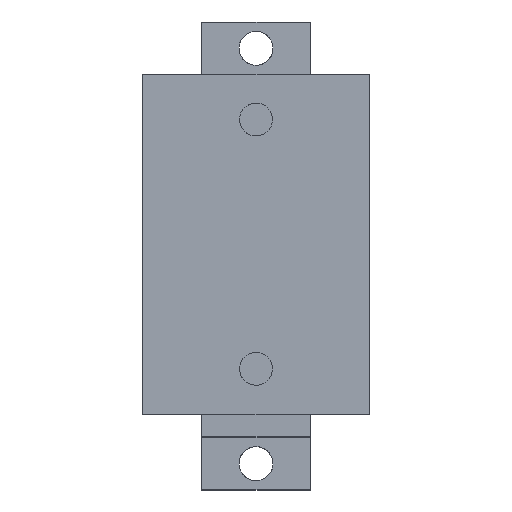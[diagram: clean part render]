
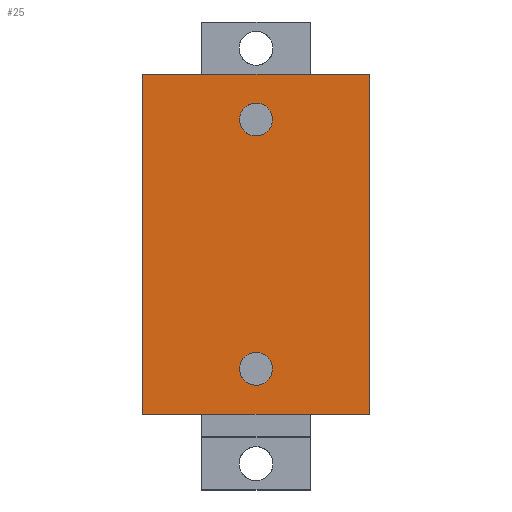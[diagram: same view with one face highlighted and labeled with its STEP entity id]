
A CAD part, top view. The second image highlights one B-rep face of the part: STEP entity #25.
In plain terms, the highlighted planar face has unit normal (0, 0, 1).
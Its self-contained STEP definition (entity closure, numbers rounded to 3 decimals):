
#25=ADVANCED_FACE('',(#75,#60,#61),#643,.T.);
#60=FACE_BOUND('',#122,.T.);
#61=FACE_BOUND('',#123,.T.);
#75=FACE_OUTER_BOUND('',#121,.T.);
#121=EDGE_LOOP('',(#211,#212,#213,#214));
#122=EDGE_LOOP('',(#215,#216));
#123=EDGE_LOOP('',(#217,#218));
#211=ORIENTED_EDGE('',*,*,#400,.T.);
#212=ORIENTED_EDGE('',*,*,#397,.T.);
#213=ORIENTED_EDGE('',*,*,#398,.T.);
#214=ORIENTED_EDGE('',*,*,#399,.T.);
#215=ORIENTED_EDGE('',*,*,#378,.T.);
#216=ORIENTED_EDGE('',*,*,#405,.T.);
#217=ORIENTED_EDGE('',*,*,#407,.T.);
#218=ORIENTED_EDGE('',*,*,#374,.T.);
#374=EDGE_CURVE('',#573,#574,#464,.T.);
#378=EDGE_CURVE('',#577,#578,#466,.T.);
#397=EDGE_CURVE('',#595,#596,#512,.T.);
#398=EDGE_CURVE('',#596,#597,#513,.T.);
#399=EDGE_CURVE('',#597,#598,#514,.T.);
#400=EDGE_CURVE('',#598,#595,#515,.T.);
#405=EDGE_CURVE('',#578,#577,#468,.T.);
#407=EDGE_CURVE('',#574,#573,#470,.T.);
#464=(
BOUNDED_CURVE()
B_SPLINE_CURVE(2,(#985,#986,#987,#988,#989),.UNSPECIFIED.,.F.,.F.)
B_SPLINE_CURVE_WITH_KNOTS((3,2,3),(-4.555,-2.278,0.),
 .UNSPECIFIED.)
CURVE()
GEOMETRIC_REPRESENTATION_ITEM()
RATIONAL_B_SPLINE_CURVE((1.,0.707,1.,0.707,1.))
REPRESENTATION_ITEM('')
);
#466=(
BOUNDED_CURVE()
B_SPLINE_CURVE(2,(#999,#1000,#1001,#1002,#1003),.UNSPECIFIED.,.F.,.F.)
B_SPLINE_CURVE_WITH_KNOTS((3,2,3),(-4.555,-2.278,0.),
 .UNSPECIFIED.)
CURVE()
GEOMETRIC_REPRESENTATION_ITEM()
RATIONAL_B_SPLINE_CURVE((1.,0.707,1.,0.707,1.))
REPRESENTATION_ITEM('')
);
#468=(
BOUNDED_CURVE()
B_SPLINE_CURVE(2,(#1059,#1060,#1061,#1062,#1063),.UNSPECIFIED.,.F.,.F.)
B_SPLINE_CURVE_WITH_KNOTS((3,2,3),(-4.555,-2.278,0.),
 .UNSPECIFIED.)
CURVE()
GEOMETRIC_REPRESENTATION_ITEM()
RATIONAL_B_SPLINE_CURVE((1.,0.707,1.,0.707,1.))
REPRESENTATION_ITEM('')
);
#470=(
BOUNDED_CURVE()
B_SPLINE_CURVE(2,(#1069,#1070,#1071,#1072,#1073),.UNSPECIFIED.,.F.,.F.)
B_SPLINE_CURVE_WITH_KNOTS((3,2,3),(-4.555,-2.278,0.),
 .UNSPECIFIED.)
CURVE()
GEOMETRIC_REPRESENTATION_ITEM()
RATIONAL_B_SPLINE_CURVE((1.,0.707,1.,0.707,1.))
REPRESENTATION_ITEM('')
);
#512=B_SPLINE_CURVE_WITH_KNOTS('',1,(#1043,#1044),.UNSPECIFIED.,.F.,.F.,
(2,2),(0.,30.),.UNSPECIFIED.);
#513=B_SPLINE_CURVE_WITH_KNOTS('',1,(#1045,#1046),.UNSPECIFIED.,.F.,.F.,
(2,2),(0.,20.),.UNSPECIFIED.);
#514=B_SPLINE_CURVE_WITH_KNOTS('',1,(#1047,#1048),.UNSPECIFIED.,.F.,.F.,
(2,2),(0.,30.),.UNSPECIFIED.);
#515=B_SPLINE_CURVE_WITH_KNOTS('',1,(#1049,#1050),.UNSPECIFIED.,.F.,.F.,
(2,2),(0.,20.),.UNSPECIFIED.);
#573=VERTEX_POINT('',#895);
#574=VERTEX_POINT('',#896);
#577=VERTEX_POINT('',#899);
#578=VERTEX_POINT('',#900);
#595=VERTEX_POINT('',#917);
#596=VERTEX_POINT('',#918);
#597=VERTEX_POINT('',#919);
#598=VERTEX_POINT('',#920);
#643=PLANE('',#767);
#767=AXIS2_PLACEMENT_3D('',#855,#811,$);
#811=DIRECTION('',(0.,0.,1.));
#855=CARTESIAN_POINT('',(-13.805,-17.007,4.));
#895=CARTESIAN_POINT('',(-0.355,-10.007,4.));
#896=CARTESIAN_POINT('',(-3.255,-10.007,4.));
#899=CARTESIAN_POINT('',(-0.355,11.993,4.));
#900=CARTESIAN_POINT('',(-3.255,11.993,4.));
#917=CARTESIAN_POINT('',(8.195,-14.007,4.));
#918=CARTESIAN_POINT('',(8.195,15.993,4.));
#919=CARTESIAN_POINT('',(-11.805,15.993,4.));
#920=CARTESIAN_POINT('',(-11.805,-14.007,4.));
#985=CARTESIAN_POINT('',(-0.355,-10.007,4.));
#986=CARTESIAN_POINT('',(-0.355,-11.457,4.));
#987=CARTESIAN_POINT('',(-1.805,-11.457,4.));
#988=CARTESIAN_POINT('',(-3.255,-11.457,4.));
#989=CARTESIAN_POINT('',(-3.255,-10.007,4.));
#999=CARTESIAN_POINT('',(-0.355,11.993,4.));
#1000=CARTESIAN_POINT('',(-0.355,10.543,4.));
#1001=CARTESIAN_POINT('',(-1.805,10.543,4.));
#1002=CARTESIAN_POINT('',(-3.255,10.543,4.));
#1003=CARTESIAN_POINT('',(-3.255,11.993,4.));
#1043=CARTESIAN_POINT('',(8.195,-14.007,4.));
#1044=CARTESIAN_POINT('',(8.195,15.993,4.));
#1045=CARTESIAN_POINT('',(8.195,15.993,4.));
#1046=CARTESIAN_POINT('',(-11.805,15.993,4.));
#1047=CARTESIAN_POINT('',(-11.805,15.993,4.));
#1048=CARTESIAN_POINT('',(-11.805,-14.007,4.));
#1049=CARTESIAN_POINT('',(-11.805,-14.007,4.));
#1050=CARTESIAN_POINT('',(8.195,-14.007,4.));
#1059=CARTESIAN_POINT('',(-3.255,11.993,4.));
#1060=CARTESIAN_POINT('',(-3.255,13.443,4.));
#1061=CARTESIAN_POINT('',(-1.805,13.443,4.));
#1062=CARTESIAN_POINT('',(-0.355,13.443,4.));
#1063=CARTESIAN_POINT('',(-0.355,11.993,4.));
#1069=CARTESIAN_POINT('',(-3.255,-10.007,4.));
#1070=CARTESIAN_POINT('',(-3.255,-8.557,4.));
#1071=CARTESIAN_POINT('',(-1.805,-8.557,4.));
#1072=CARTESIAN_POINT('',(-0.355,-8.557,4.));
#1073=CARTESIAN_POINT('',(-0.355,-10.007,4.));
